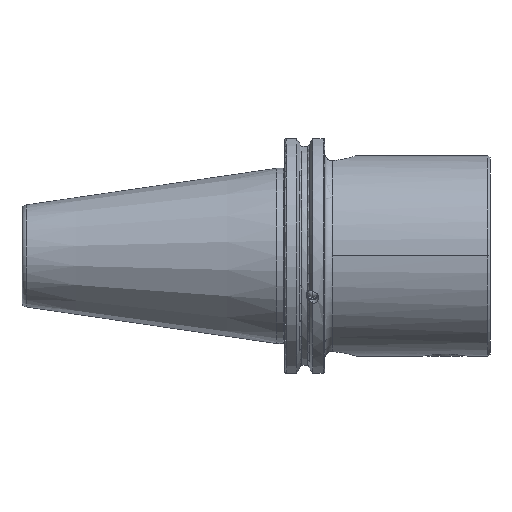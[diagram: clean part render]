
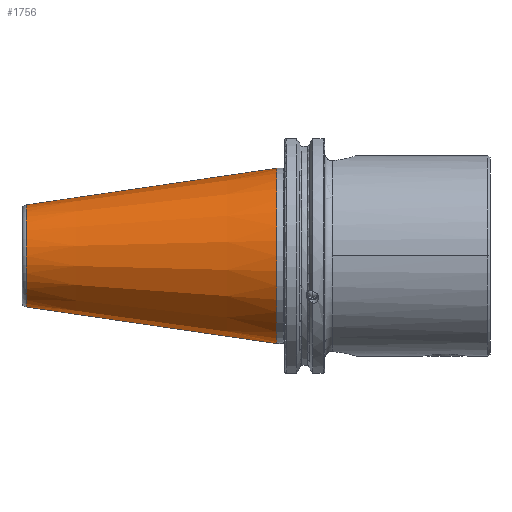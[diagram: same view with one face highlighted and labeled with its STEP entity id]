
A CAD part, front view. The second image highlights one B-rep face of the part: STEP entity #1756.
In plain terms, the highlighted conical face has half-angle 8.297 degrees and reference radius 34.925 mm.
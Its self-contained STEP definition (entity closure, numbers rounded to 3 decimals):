
#361 = ORIENTED_EDGE ( 'NONE', *, *, #7553, .F. ) ;
#667 = CARTESIAN_POINT ( 'NONE',  ( -99.889, 0., 20.358 ) ) ;
#935 = DIRECTION ( 'NONE',  ( 1., 0., 0. ) ) ;
#1021 = FACE_OUTER_BOUND ( 'NONE', #1638, .T. ) ;
#1218 = CIRCLE ( 'NONE', #6060, 20.358 ) ;
#1505 = CARTESIAN_POINT ( 'NONE',  ( 0., 0., -34.925 ) ) ;
#1638 = EDGE_LOOP ( 'NONE', ( #361, #5755, #3203, #7233 ) ) ;
#1648 = DIRECTION ( 'NONE',  ( 0.99, 0., 0.144 ) ) ;
#1756 = ADVANCED_FACE ( 'NONE', ( #1021 ), #3732, .T. ) ;
#1999 = VERTEX_POINT ( 'NONE', #667 ) ;
#2296 = LINE ( 'NONE', #6973, #7725 ) ;
#2307 = CARTESIAN_POINT ( 'NONE',  ( 0., 0., 34.925 ) ) ;
#2312 = DIRECTION ( 'NONE',  ( 0., 0., -1. ) ) ;
#2379 = VERTEX_POINT ( 'NONE', #3118 ) ;
#3104 = EDGE_CURVE ( 'NONE', #3241, #6221, #7497, .T. ) ;
#3105 = EDGE_CURVE ( 'NONE', #2379, #3241, #4836, .T. ) ;
#3118 = CARTESIAN_POINT ( 'NONE',  ( -99.889, 0., -20.358 ) ) ;
#3203 = ORIENTED_EDGE ( 'NONE', *, *, #3105, .T. ) ;
#3241 = VERTEX_POINT ( 'NONE', #3831 ) ;
#3732 = CONICAL_SURFACE ( 'NONE', #8028, 34.925, 0.145 ) ;
#3831 = CARTESIAN_POINT ( 'NONE',  ( 0., 0., -34.925 ) ) ;
#4054 = DIRECTION ( 'NONE',  ( 0., 0., 1. ) ) ;
#4836 = LINE ( 'NONE', #1505, #5264 ) ;
#4921 = DIRECTION ( 'NONE',  ( 0., 0., 1. ) ) ;
#5264 = VECTOR ( 'NONE', #7577, 1000. ) ;
#5376 = DIRECTION ( 'NONE',  ( -1., 0., 0. ) ) ;
#5755 = ORIENTED_EDGE ( 'NONE', *, *, #6992, .F. ) ;
#6060 = AXIS2_PLACEMENT_3D ( 'NONE', #7478, #5376, #4054 ) ;
#6221 = VERTEX_POINT ( 'NONE', #2307 ) ;
#6386 = AXIS2_PLACEMENT_3D ( 'NONE', #8228, #8189, #4921 ) ;
#6973 = CARTESIAN_POINT ( 'NONE',  ( 0., 0., 34.925 ) ) ;
#6992 = EDGE_CURVE ( 'NONE', #2379, #1999, #1218, .T. ) ;
#7233 = ORIENTED_EDGE ( 'NONE', *, *, #3104, .T. ) ;
#7478 = CARTESIAN_POINT ( 'NONE',  ( -99.889, 0., 0. ) ) ;
#7497 = CIRCLE ( 'NONE', #6386, 34.925 ) ;
#7553 = EDGE_CURVE ( 'NONE', #1999, #6221, #2296, .T. ) ;
#7577 = DIRECTION ( 'NONE',  ( 0.99, 0., -0.144 ) ) ;
#7607 = CARTESIAN_POINT ( 'NONE',  ( 0., 0., 0. ) ) ;
#7725 = VECTOR ( 'NONE', #1648, 1000. ) ;
#8028 = AXIS2_PLACEMENT_3D ( 'NONE', #7607, #935, #2312 ) ;
#8189 = DIRECTION ( 'NONE',  ( -1., 0., 0. ) ) ;
#8228 = CARTESIAN_POINT ( 'NONE',  ( 0., 0., 0. ) ) ;
